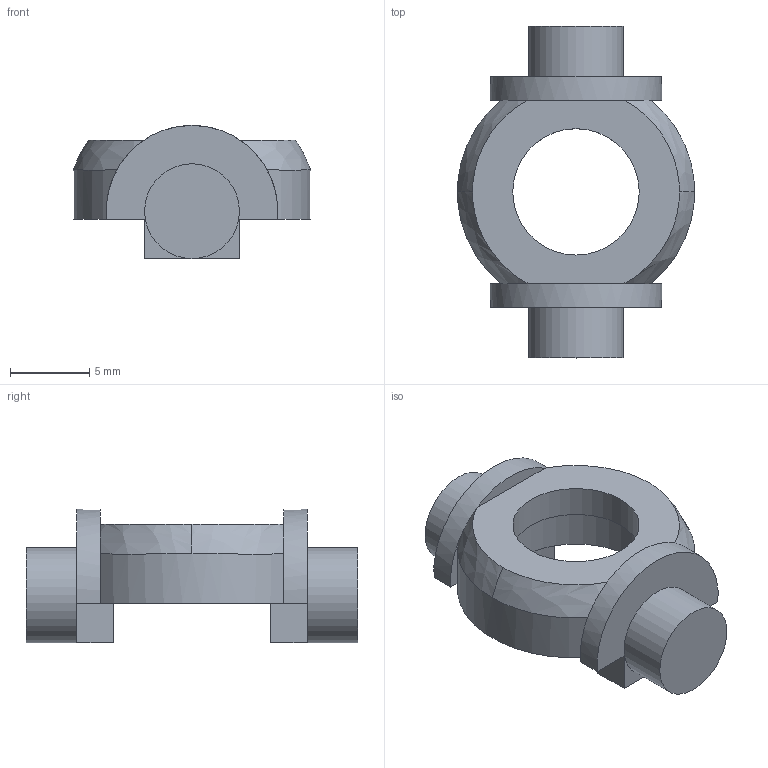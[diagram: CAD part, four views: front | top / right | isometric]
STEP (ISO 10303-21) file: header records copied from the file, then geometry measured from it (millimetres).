
FILE_DESCRIPTION(/* description */ ('STEP AP214'),/* implementation_level */ '2;1');
FILE_NAME(/* name */ '683c51184258294a187f3d9b',/* time_stamp */ '2025-06-01T13:09:45Z',/* author */ (''),/* organization */ (''),/* preprocessor_version */ 'ST-DEVELOPER v20',/* originating_system */ 'ONSHAPE BY PTC INC, 1.198',/* authorisation */ ' ');
FILE_SCHEMA (('AUTOMOTIVE_DESIGN {1 0 10303 214 3 1 1}'));
Length unit declared in the file: metre
Products named in the file (1): CMCb_05
Bounding box: 15 x 21 x 8.43 mm (x, y, z)
Volume: 804.4 mm3; surface area: 876.8 mm2
Topology: 1 solids, 1 shells, 33 faces, 80 edges, 50 vertices
Faces by surface type: plane 19, cylinder 10, bspline 4
Full cylindrical faces by diameter (mm): 6 x2, 8 x1, 10 x1
Entity records: 1140 total; most frequent: CARTESIAN_POINT 376, DIRECTION 150, ORIENTED_EDGE 148, EDGE_CURVE 74, AXIS2_PLACEMENT_3D 56, VERTEX_POINT 48, EDGE_LOOP 40, FACE_BOUND 40
